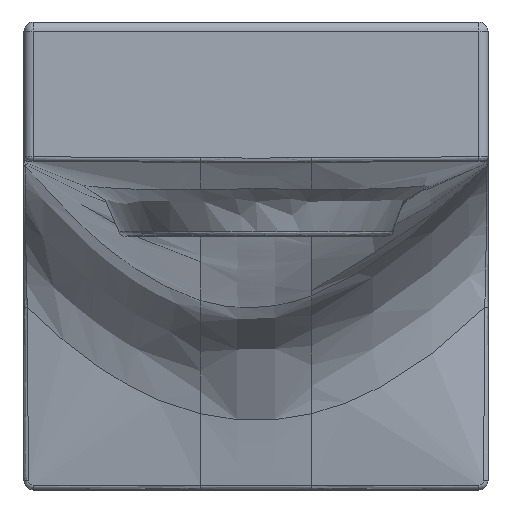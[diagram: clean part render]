
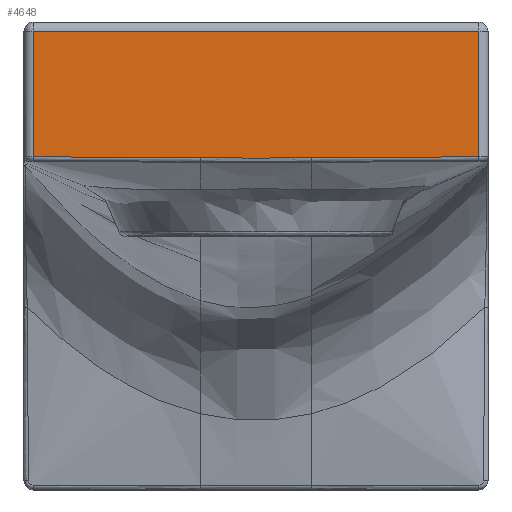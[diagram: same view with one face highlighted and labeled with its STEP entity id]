
A CAD part, top view. The second image highlights one B-rep face of the part: STEP entity #4648.
In plain terms, the highlighted planar face has unit normal (0, 0, 1).
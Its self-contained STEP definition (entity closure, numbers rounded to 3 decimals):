
#325=LINE('',#9673,#479);
#326=LINE('',#9675,#480);
#327=LINE('',#9677,#481);
#479=VECTOR('',#5752,10.);
#480=VECTOR('',#5755,10.);
#481=VECTOR('',#5758,10.);
#630=PLANE('',#5156);
#668=ELLIPSE('',#5005,25.979,0.332);
#803=FACE_OUTER_BOUND('',#1154,.T.);
#1154=EDGE_LOOP('',(#3674,#3675,#3676,#3677,#3678,#3679));
#1426=B_SPLINE_CURVE_WITH_KNOTS('',3,(#8263,#8264,#8265,#8266),
 .UNSPECIFIED.,.F.,.F.,(4,4),(-1.8,0.),
 .UNSPECIFIED.);
#1429=B_SPLINE_CURVE_WITH_KNOTS('',3,(#8322,#8323,#8324,#8325),
 .UNSPECIFIED.,.F.,.F.,(4,4),(-1.8,0.),
 .UNSPECIFIED.);
#1980=VERTEX_POINT('',#8228);
#1982=VERTEX_POINT('',#8261);
#1984=VERTEX_POINT('',#8292);
#1986=VERTEX_POINT('',#8320);
#2019=VERTEX_POINT('',#9665);
#2020=VERTEX_POINT('',#9669);
#2434=EDGE_CURVE('',#1982,#1980,#1426,.T.);
#2437=EDGE_CURVE('',#1984,#1982,#668,.T.);
#2440=EDGE_CURVE('',#1986,#1984,#1429,.T.);
#2504=EDGE_CURVE('',#2020,#2019,#325,.T.);
#2505=EDGE_CURVE('',#1980,#2020,#326,.T.);
#2506=EDGE_CURVE('',#2019,#1986,#327,.T.);
#3674=ORIENTED_EDGE('',*,*,#2440,.F.);
#3675=ORIENTED_EDGE('',*,*,#2506,.F.);
#3676=ORIENTED_EDGE('',*,*,#2504,.F.);
#3677=ORIENTED_EDGE('',*,*,#2505,.F.);
#3678=ORIENTED_EDGE('',*,*,#2434,.F.);
#3679=ORIENTED_EDGE('',*,*,#2437,.F.);
#4648=ADVANCED_FACE('',(#803),#630,.F.);
#5005=AXIS2_PLACEMENT_3D('',#8294,#5656,#5657);
#5156=AXIS2_PLACEMENT_3D('',#16022,#5991,#5992);
#5656=DIRECTION('center_axis',(0.,0.,-1.));
#5657=DIRECTION('ref_axis',(1.,0.,0.));
#5752=DIRECTION('',(1.,0.,0.));
#5755=DIRECTION('',(0.,1.,0.));
#5758=DIRECTION('',(0.,-1.,0.));
#5991=DIRECTION('center_axis',(0.,0.,
-1.));
#5992=DIRECTION('ref_axis',(-1.,0.,0.));
#8228=CARTESIAN_POINT('',(-24.,35.489,231.));
#8261=CARTESIAN_POINT('',(-5.999,35.36,231.));
#8263=CARTESIAN_POINT('Ctrl Pts',(-5.999,35.36,231.));
#8264=CARTESIAN_POINT('Ctrl Pts',(-11.999,35.378,231.));
#8265=CARTESIAN_POINT('Ctrl Pts',(-18.,35.422,231.));
#8266=CARTESIAN_POINT('Ctrl Pts',(-24.,35.489,231.));
#8292=CARTESIAN_POINT('',(5.999,35.36,231.));
#8294=CARTESIAN_POINT('Origin',(-0.058,35.683,231.));
#8320=CARTESIAN_POINT('',(24.,35.489,231.));
#8322=CARTESIAN_POINT('Ctrl Pts',(24.,35.489,231.));
#8323=CARTESIAN_POINT('Ctrl Pts',(18.,35.422,231.));
#8324=CARTESIAN_POINT('Ctrl Pts',(11.999,35.378,231.));
#8325=CARTESIAN_POINT('Ctrl Pts',(5.999,35.36,231.));
#9665=CARTESIAN_POINT('',(24.,49.,231.));
#9669=CARTESIAN_POINT('',(-24.,49.,231.));
#9673=CARTESIAN_POINT('',(0.,49.,231.));
#9675=CARTESIAN_POINT('',(-24.,36.976,231.));
#9677=CARTESIAN_POINT('',(24.,36.976,231.));
#16022=CARTESIAN_POINT('Origin',(0.,35.5,231.));
